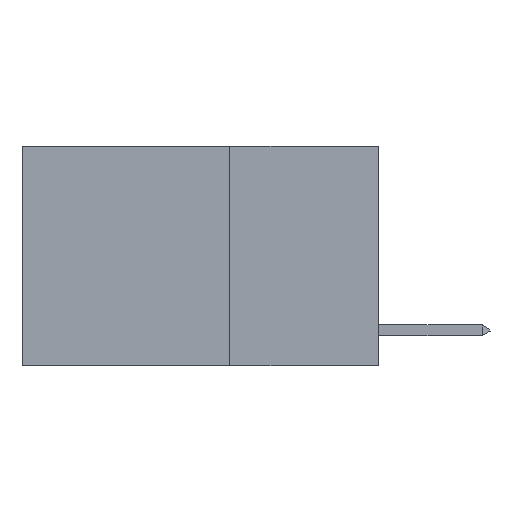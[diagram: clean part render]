
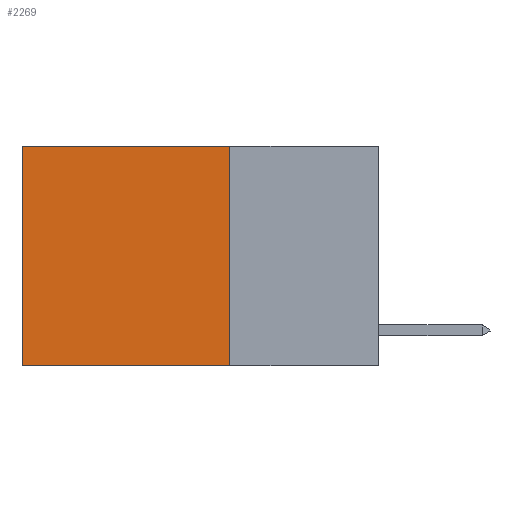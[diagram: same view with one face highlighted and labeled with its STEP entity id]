
A CAD part, left-side view. The second image highlights one B-rep face of the part: STEP entity #2269.
In plain terms, the highlighted planar face has unit normal (-1, 0, 0).
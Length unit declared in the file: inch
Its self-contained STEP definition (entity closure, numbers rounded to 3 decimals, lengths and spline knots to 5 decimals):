
#16 = ORIENTED_EDGE ( 'NONE', *, *, #10734, .T. ) ;
#148 = EDGE_CURVE ( 'NONE', #1434, #8050, #6650, .T. ) ;
#282 = CARTESIAN_POINT ( 'NONE',  ( 0.2625, 0.25, -0.37 ) ) ;
#295 = EDGE_CURVE ( 'NONE', #1853, #1434, #6487, .T. ) ;
#858 = AXIS2_PLACEMENT_3D ( 'NONE', #5090, #13225, #7084 ) ;
#979 = VECTOR ( 'NONE', #4134, 39.37008 ) ;
#1434 = VERTEX_POINT ( 'NONE', #282 ) ;
#1812 = VERTEX_POINT ( 'NONE', #8181 ) ;
#1853 = VERTEX_POINT ( 'NONE', #10296 ) ;
#2269 = ADVANCED_FACE ( 'NONE', ( #3831 ), #10198, .F. ) ;
#2743 = CARTESIAN_POINT ( 'NONE',  ( 0.2625, 0.25, 0. ) ) ;
#3128 = CARTESIAN_POINT ( 'NONE',  ( 0.2625, 0.25, 0. ) ) ;
#3809 = VECTOR ( 'NONE', #7709, 39.37008 ) ;
#3831 = FACE_OUTER_BOUND ( 'NONE', #12535, .T. ) ;
#4014 = ORIENTED_EDGE ( 'NONE', *, *, #148, .F. ) ;
#4134 = DIRECTION ( 'NONE',  ( 0., 1., 0. ) ) ;
#4235 = DIRECTION ( 'NONE',  ( 0., 0., -1. ) ) ;
#5090 = CARTESIAN_POINT ( 'NONE',  ( 0.2625, 0.25, 0. ) ) ;
#5868 = ORIENTED_EDGE ( 'NONE', *, *, #295, .F. ) ;
#6011 = VECTOR ( 'NONE', #4235, 39.37008 ) ;
#6487 = LINE ( 'NONE', #2743, #3809 ) ;
#6650 = LINE ( 'NONE', #11308, #12139 ) ;
#7032 = CARTESIAN_POINT ( 'NONE',  ( 0.2625, 0.6, -0.37 ) ) ;
#7084 = DIRECTION ( 'NONE',  ( 0., 0., -1. ) ) ;
#7709 = DIRECTION ( 'NONE',  ( 0., 0., -1. ) ) ;
#8050 = VERTEX_POINT ( 'NONE', #7032 ) ;
#8181 = CARTESIAN_POINT ( 'NONE',  ( 0.2625, 0.6, 0. ) ) ;
#9076 = LINE ( 'NONE', #9352, #6011 ) ;
#9352 = CARTESIAN_POINT ( 'NONE',  ( 0.2625, 0.6, 0. ) ) ;
#9797 = DIRECTION ( 'NONE',  ( 0., 1., 0. ) ) ;
#10198 = PLANE ( 'NONE',  #858 ) ;
#10296 = CARTESIAN_POINT ( 'NONE',  ( 0.2625, 0.25, 0. ) ) ;
#10734 = EDGE_CURVE ( 'NONE', #1812, #8050, #9076, .T. ) ;
#10913 = ORIENTED_EDGE ( 'NONE', *, *, #11249, .T. ) ;
#11249 = EDGE_CURVE ( 'NONE', #1853, #1812, #12260, .T. ) ;
#11308 = CARTESIAN_POINT ( 'NONE',  ( 0.2625, 0.25, -0.37 ) ) ;
#12139 = VECTOR ( 'NONE', #9797, 39.37008 ) ;
#12260 = LINE ( 'NONE', #3128, #979 ) ;
#12535 = EDGE_LOOP ( 'NONE', ( #16, #4014, #5868, #10913 ) ) ;
#13225 = DIRECTION ( 'NONE',  ( 1., 0., 0. ) ) ;
